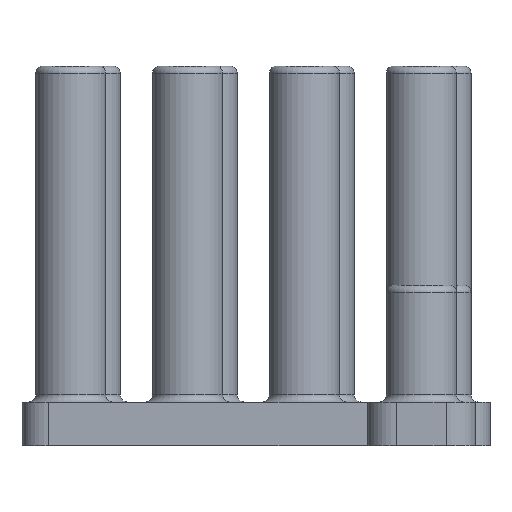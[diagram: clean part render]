
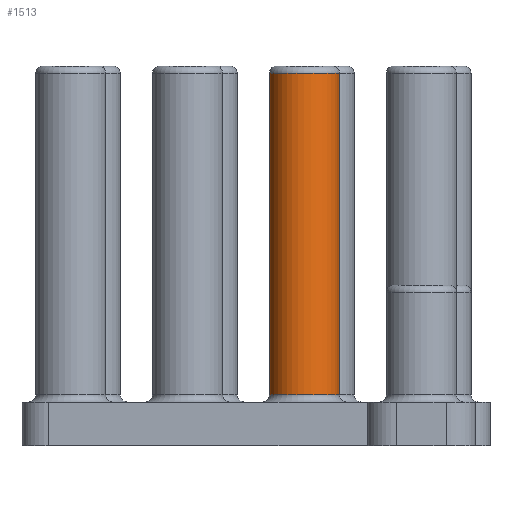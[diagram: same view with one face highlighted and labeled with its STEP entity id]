
A CAD part, front view. The second image highlights one B-rep face of the part: STEP entity #1513.
In plain terms, the highlighted cylindrical face has radius 2.4 mm (diameter 4.8 mm), a full revolution.
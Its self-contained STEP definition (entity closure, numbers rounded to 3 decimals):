
#1463=CARTESIAN_POINT('',(86.316,47.684,11.));
#1464=DIRECTION('',(0.,0.,-1.));
#1465=DIRECTION('',(-1.,0.,0.));
#1466=AXIS2_PLACEMENT_3D('',#1463,#1464,#1465);
#1467=CYLINDRICAL_SURFACE('',#1466,2.4);
#1468=CARTESIAN_POINT('',(83.916,47.684,3.5));
#1469=VERTEX_POINT('',#1468);
#1470=CARTESIAN_POINT('',(83.916,47.684,25.5));
#1471=VERTEX_POINT('',#1470);
#1472=CARTESIAN_POINT('',(83.916,47.684,3.5));
#1473=DIRECTION('',(-0.,-0.,1.));
#1474=VECTOR('',#1473,22.);
#1475=LINE('',#1472,#1474);
#1476=EDGE_CURVE('',#1469,#1471,#1475,.T.);
#1477=ORIENTED_EDGE('',*,*,#1476,.T.);
#1478=CARTESIAN_POINT('',(88.716,47.684,25.5));
#1479=VERTEX_POINT('',#1478);
#1480=CARTESIAN_POINT('',(86.316,47.684,25.5));
#1481=DIRECTION('',(-0.,-0.,-1.));
#1482=DIRECTION('',(1.,0.,-0.));
#1483=AXIS2_PLACEMENT_3D('',#1480,#1481,#1482);
#1484=CIRCLE('',#1483,2.4);
#1485=EDGE_CURVE('',#1471,#1479,#1484,.T.);
#1486=ORIENTED_EDGE('',*,*,#1485,.T.);
#1487=CARTESIAN_POINT('',(86.316,47.684,25.5));
#1488=DIRECTION('',(-0.,-0.,-1.));
#1489=DIRECTION('',(1.,0.,-0.));
#1490=AXIS2_PLACEMENT_3D('',#1487,#1488,#1489);
#1491=CIRCLE('',#1490,2.4);
#1492=EDGE_CURVE('',#1479,#1471,#1491,.T.);
#1493=ORIENTED_EDGE('',*,*,#1492,.T.);
#1494=ORIENTED_EDGE('',*,*,#1476,.F.);
#1495=CARTESIAN_POINT('',(88.716,47.684,3.5));
#1496=VERTEX_POINT('',#1495);
#1497=CARTESIAN_POINT('',(86.316,47.684,3.5));
#1498=DIRECTION('',(0.,0.,1.));
#1499=DIRECTION('',(1.,0.,-0.));
#1500=AXIS2_PLACEMENT_3D('',#1497,#1498,#1499);
#1501=CIRCLE('',#1500,2.4);
#1502=EDGE_CURVE('',#1469,#1496,#1501,.T.);
#1503=ORIENTED_EDGE('',*,*,#1502,.T.);
#1504=CARTESIAN_POINT('',(86.316,47.684,3.5));
#1505=DIRECTION('',(0.,0.,1.));
#1506=DIRECTION('',(1.,0.,-0.));
#1507=AXIS2_PLACEMENT_3D('',#1504,#1505,#1506);
#1508=CIRCLE('',#1507,2.4);
#1509=EDGE_CURVE('',#1496,#1469,#1508,.T.);
#1510=ORIENTED_EDGE('',*,*,#1509,.T.);
#1511=EDGE_LOOP('',(#1477,#1486,#1493,#1494,#1503,#1510));
#1512=FACE_BOUND('',#1511,.T.);
#1513=ADVANCED_FACE('',(#1512),#1467,.T.);
